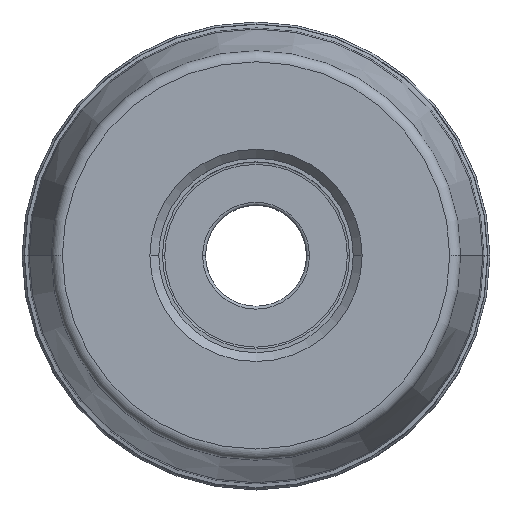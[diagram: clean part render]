
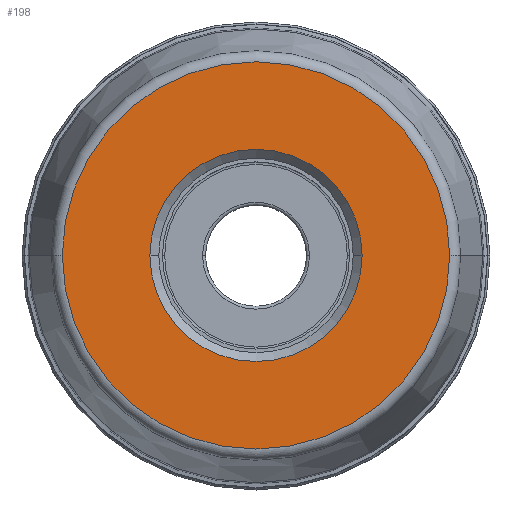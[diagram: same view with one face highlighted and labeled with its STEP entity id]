
A CAD part, top view. The second image highlights one B-rep face of the part: STEP entity #198.
In plain terms, the highlighted planar face has unit normal (0, 0, 1).
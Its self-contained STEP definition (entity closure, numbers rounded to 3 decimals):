
#28=PLANE('',#1876);
#34=FACE_BOUND('',#396,.T.);
#35=FACE_BOUND('',#397,.T.);
#198=ADVANCED_FACE('',(#34,#35),#28,.F.);
#396=EDGE_LOOP('',(#676,#677,#678,#679));
#397=EDGE_LOOP('',(#680,#681,#682,#683));
#676=ORIENTED_EDGE('',*,*,#1186,.F.);
#677=ORIENTED_EDGE('',*,*,#1184,.F.);
#678=ORIENTED_EDGE('',*,*,#1183,.T.);
#679=ORIENTED_EDGE('',*,*,#1187,.T.);
#680=ORIENTED_EDGE('',*,*,#1188,.T.);
#681=ORIENTED_EDGE('',*,*,#1189,.T.);
#682=ORIENTED_EDGE('',*,*,#1190,.T.);
#683=ORIENTED_EDGE('',*,*,#1191,.T.);
#983=VERTEX_POINT('',#3611);
#984=VERTEX_POINT('',#3613);
#985=VERTEX_POINT('',#3615);
#986=VERTEX_POINT('',#3619);
#987=VERTEX_POINT('',#3623);
#988=VERTEX_POINT('',#3624);
#989=VERTEX_POINT('',#3626);
#990=VERTEX_POINT('',#3628);
#1183=EDGE_CURVE('',#984,#983,#1432,.T.);
#1184=EDGE_CURVE('',#984,#985,#1433,.T.);
#1186=EDGE_CURVE('',#985,#986,#1435,.T.);
#1187=EDGE_CURVE('',#983,#986,#1436,.T.);
#1188=EDGE_CURVE('',#987,#988,#1437,.T.);
#1189=EDGE_CURVE('',#988,#989,#1438,.T.);
#1190=EDGE_CURVE('',#989,#990,#1439,.T.);
#1191=EDGE_CURVE('',#990,#987,#1440,.T.);
#1432=CIRCLE('',#1865,26.281);
#1433=CIRCLE('',#1866,26.281);
#1435=CIRCLE('',#1869,26.281);
#1436=CIRCLE('',#1870,26.281);
#1437=CIRCLE('',#1872,14.4);
#1438=CIRCLE('',#1873,14.4);
#1439=CIRCLE('',#1874,14.4);
#1440=CIRCLE('',#1875,14.4);
#1865=AXIS2_PLACEMENT_3D('',#3612,#2293,#2294);
#1866=AXIS2_PLACEMENT_3D('',#3614,#2295,#2296);
#1869=AXIS2_PLACEMENT_3D('',#3618,#2301,#2302);
#1870=AXIS2_PLACEMENT_3D('',#3620,#2303,#2304);
#1872=AXIS2_PLACEMENT_3D('',#3622,#2307,#2308);
#1873=AXIS2_PLACEMENT_3D('',#3625,#2309,#2310);
#1874=AXIS2_PLACEMENT_3D('',#3627,#2311,#2312);
#1875=AXIS2_PLACEMENT_3D('',#3629,#2313,#2314);
#1876=AXIS2_PLACEMENT_3D('',#3630,#2315,#2316);
#2293=DIRECTION('',(0.,0.,1.));
#2294=DIRECTION('',(1.,0.,0.));
#2295=DIRECTION('',(0.,0.,-1.));
#2296=DIRECTION('',(-1.,0.,0.));
#2301=DIRECTION('',(0.,0.,-1.));
#2302=DIRECTION('',(-1.,0.,0.));
#2303=DIRECTION('',(0.,0.,1.));
#2304=DIRECTION('',(1.,0.,0.));
#2307=DIRECTION('',(0.,0.,-1.));
#2308=DIRECTION('',(0.,-1.,0.));
#2309=DIRECTION('',(0.,0.,-1.));
#2310=DIRECTION('',(-1.,0.,0.));
#2311=DIRECTION('',(0.,0.,-1.));
#2312=DIRECTION('',(0.,1.,0.));
#2313=DIRECTION('',(0.,0.,-1.));
#2314=DIRECTION('',(1.,0.,0.));
#2315=DIRECTION('',(0.,0.,-1.));
#2316=DIRECTION('',(1.,0.,0.));
#3611=CARTESIAN_POINT('',(26.281,0.,0.));
#3612=CARTESIAN_POINT('',(0.,0.,0.));
#3613=CARTESIAN_POINT('',(26.281,-0.021,0.));
#3614=CARTESIAN_POINT('',(0.,0.,0.));
#3615=CARTESIAN_POINT('',(-26.281,0.,0.));
#3618=CARTESIAN_POINT('',(0.,0.,0.));
#3619=CARTESIAN_POINT('',(-26.281,0.021,0.));
#3620=CARTESIAN_POINT('',(0.,0.,0.));
#3622=CARTESIAN_POINT('',(0.,0.,0.));
#3623=CARTESIAN_POINT('',(0.,-14.4,0.));
#3624=CARTESIAN_POINT('',(-14.4,0.,0.));
#3625=CARTESIAN_POINT('',(0.,0.,0.));
#3626=CARTESIAN_POINT('',(0.,14.4,0.));
#3627=CARTESIAN_POINT('',(0.,0.,0.));
#3628=CARTESIAN_POINT('',(14.4,0.,0.));
#3629=CARTESIAN_POINT('',(0.,0.,0.));
#3630=CARTESIAN_POINT('',(0.,0.,0.));
